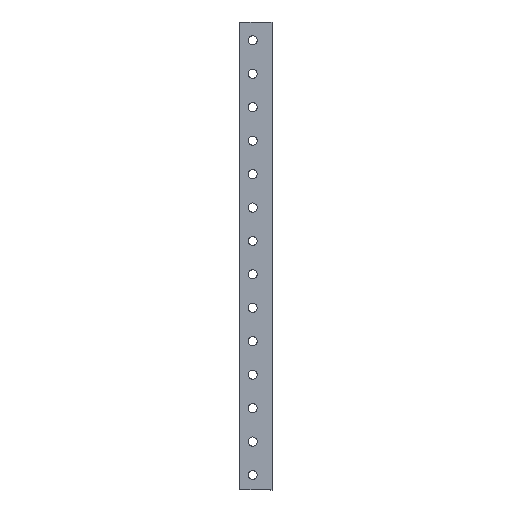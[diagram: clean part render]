
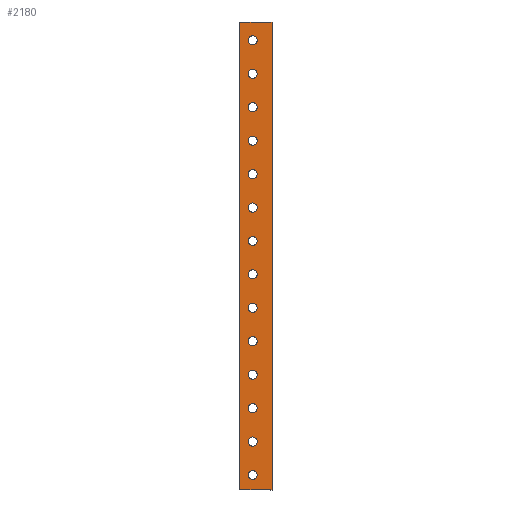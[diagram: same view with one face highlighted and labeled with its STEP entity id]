
A CAD part, left-side view. The second image highlights one B-rep face of the part: STEP entity #2180.
In plain terms, the highlighted planar face has unit normal (-1, 0, 0).
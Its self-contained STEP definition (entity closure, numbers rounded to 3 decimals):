
#84=FACE_BOUND('',#384,.T.);
#85=FACE_BOUND('',#385,.T.);
#86=FACE_BOUND('',#386,.T.);
#87=FACE_BOUND('',#387,.T.);
#88=FACE_BOUND('',#388,.T.);
#89=FACE_BOUND('',#389,.T.);
#90=FACE_BOUND('',#390,.T.);
#91=FACE_BOUND('',#391,.T.);
#92=FACE_BOUND('',#392,.T.);
#93=FACE_BOUND('',#393,.T.);
#94=FACE_BOUND('',#394,.T.);
#95=FACE_BOUND('',#395,.T.);
#96=FACE_BOUND('',#396,.T.);
#97=FACE_BOUND('',#397,.T.);
#182=CIRCLE('',#2334,4.1);
#183=CIRCLE('',#2335,4.1);
#184=CIRCLE('',#2336,4.1);
#185=CIRCLE('',#2337,4.1);
#186=CIRCLE('',#2338,4.1);
#187=CIRCLE('',#2339,4.1);
#188=CIRCLE('',#2340,4.1);
#189=CIRCLE('',#2341,4.1);
#190=CIRCLE('',#2342,4.1);
#191=CIRCLE('',#2343,4.1);
#192=CIRCLE('',#2344,4.1);
#193=CIRCLE('',#2345,4.1);
#194=CIRCLE('',#2346,4.1);
#195=CIRCLE('',#2347,4.1);
#267=FACE_OUTER_BOUND('',#383,.T.);
#383=EDGE_LOOP('',(#1494,#1495,#1496,#1497,#1498,#1499));
#384=EDGE_LOOP('',(#1500));
#385=EDGE_LOOP('',(#1501));
#386=EDGE_LOOP('',(#1502));
#387=EDGE_LOOP('',(#1503));
#388=EDGE_LOOP('',(#1504));
#389=EDGE_LOOP('',(#1505));
#390=EDGE_LOOP('',(#1506));
#391=EDGE_LOOP('',(#1507));
#392=EDGE_LOOP('',(#1508));
#393=EDGE_LOOP('',(#1509));
#394=EDGE_LOOP('',(#1510));
#395=EDGE_LOOP('',(#1511));
#396=EDGE_LOOP('',(#1512));
#397=EDGE_LOOP('',(#1513));
#561=LINE('',#3153,#749);
#590=LINE('',#3268,#778);
#591=LINE('',#3270,#779);
#592=LINE('',#3272,#780);
#593=LINE('',#3274,#781);
#594=LINE('',#3275,#782);
#749=VECTOR('',#2529,10.);
#778=VECTOR('',#2616,10.);
#779=VECTOR('',#2617,10.);
#780=VECTOR('',#2618,10.);
#781=VECTOR('',#2619,10.);
#782=VECTOR('',#2620,10.);
#931=VERTEX_POINT('',#3139);
#937=VERTEX_POINT('',#3151);
#994=VERTEX_POINT('',#3267);
#995=VERTEX_POINT('',#3269);
#996=VERTEX_POINT('',#3271);
#997=VERTEX_POINT('',#3273);
#998=VERTEX_POINT('',#3276);
#999=VERTEX_POINT('',#3278);
#1000=VERTEX_POINT('',#3280);
#1001=VERTEX_POINT('',#3282);
#1002=VERTEX_POINT('',#3284);
#1003=VERTEX_POINT('',#3286);
#1004=VERTEX_POINT('',#3288);
#1005=VERTEX_POINT('',#3290);
#1006=VERTEX_POINT('',#3292);
#1007=VERTEX_POINT('',#3294);
#1008=VERTEX_POINT('',#3296);
#1009=VERTEX_POINT('',#3298);
#1010=VERTEX_POINT('',#3300);
#1011=VERTEX_POINT('',#3302);
#1137=EDGE_CURVE('',#931,#937,#561,.T.);
#1194=EDGE_CURVE('',#994,#937,#590,.T.);
#1195=EDGE_CURVE('',#994,#995,#591,.T.);
#1196=EDGE_CURVE('',#995,#996,#592,.T.);
#1197=EDGE_CURVE('',#996,#997,#593,.T.);
#1198=EDGE_CURVE('',#997,#931,#594,.T.);
#1199=EDGE_CURVE('',#998,#998,#182,.T.);
#1200=EDGE_CURVE('',#999,#999,#183,.T.);
#1201=EDGE_CURVE('',#1000,#1000,#184,.T.);
#1202=EDGE_CURVE('',#1001,#1001,#185,.T.);
#1203=EDGE_CURVE('',#1002,#1002,#186,.T.);
#1204=EDGE_CURVE('',#1003,#1003,#187,.T.);
#1205=EDGE_CURVE('',#1004,#1004,#188,.T.);
#1206=EDGE_CURVE('',#1005,#1005,#189,.T.);
#1207=EDGE_CURVE('',#1006,#1006,#190,.T.);
#1208=EDGE_CURVE('',#1007,#1007,#191,.T.);
#1209=EDGE_CURVE('',#1008,#1008,#192,.T.);
#1210=EDGE_CURVE('',#1009,#1009,#193,.T.);
#1211=EDGE_CURVE('',#1010,#1010,#194,.T.);
#1212=EDGE_CURVE('',#1011,#1011,#195,.T.);
#1494=ORIENTED_EDGE('',*,*,#1137,.T.);
#1495=ORIENTED_EDGE('',*,*,#1194,.F.);
#1496=ORIENTED_EDGE('',*,*,#1195,.T.);
#1497=ORIENTED_EDGE('',*,*,#1196,.T.);
#1498=ORIENTED_EDGE('',*,*,#1197,.T.);
#1499=ORIENTED_EDGE('',*,*,#1198,.T.);
#1500=ORIENTED_EDGE('',*,*,#1199,.T.);
#1501=ORIENTED_EDGE('',*,*,#1200,.T.);
#1502=ORIENTED_EDGE('',*,*,#1201,.T.);
#1503=ORIENTED_EDGE('',*,*,#1202,.T.);
#1504=ORIENTED_EDGE('',*,*,#1203,.T.);
#1505=ORIENTED_EDGE('',*,*,#1204,.T.);
#1506=ORIENTED_EDGE('',*,*,#1205,.T.);
#1507=ORIENTED_EDGE('',*,*,#1206,.T.);
#1508=ORIENTED_EDGE('',*,*,#1207,.T.);
#1509=ORIENTED_EDGE('',*,*,#1208,.T.);
#1510=ORIENTED_EDGE('',*,*,#1209,.T.);
#1511=ORIENTED_EDGE('',*,*,#1210,.T.);
#1512=ORIENTED_EDGE('',*,*,#1211,.T.);
#1513=ORIENTED_EDGE('',*,*,#1212,.T.);
#2031=PLANE('',#2333);
#2180=ADVANCED_FACE('',(#267,#84,#85,#86,#87,#88,#89,#90,#91,#92,#93,#94,
#95,#96,#97),#2031,.F.);
#2333=AXIS2_PLACEMENT_3D('',#3266,#2614,#2615);
#2334=AXIS2_PLACEMENT_3D('',#3277,#2621,#2622);
#2335=AXIS2_PLACEMENT_3D('',#3279,#2623,#2624);
#2336=AXIS2_PLACEMENT_3D('',#3281,#2625,#2626);
#2337=AXIS2_PLACEMENT_3D('',#3283,#2627,#2628);
#2338=AXIS2_PLACEMENT_3D('',#3285,#2629,#2630);
#2339=AXIS2_PLACEMENT_3D('',#3287,#2631,#2632);
#2340=AXIS2_PLACEMENT_3D('',#3289,#2633,#2634);
#2341=AXIS2_PLACEMENT_3D('',#3291,#2635,#2636);
#2342=AXIS2_PLACEMENT_3D('',#3293,#2637,#2638);
#2343=AXIS2_PLACEMENT_3D('',#3295,#2639,#2640);
#2344=AXIS2_PLACEMENT_3D('',#3297,#2641,#2642);
#2345=AXIS2_PLACEMENT_3D('',#3299,#2643,#2644);
#2346=AXIS2_PLACEMENT_3D('',#3301,#2645,#2646);
#2347=AXIS2_PLACEMENT_3D('',#3303,#2647,#2648);
#2529=DIRECTION('',(0.,0.,1.));
#2614=DIRECTION('center_axis',(1.,0.,0.));
#2615=DIRECTION('ref_axis',(0.,0.,
1.));
#2616=DIRECTION('',(0.,-1.,0.));
#2617=DIRECTION('',(0.,1.,0.));
#2618=DIRECTION('',(0.,0.,-1.));
#2619=DIRECTION('',(0.,-1.,0.));
#2620=DIRECTION('',(0.,-1.,0.));
#2621=DIRECTION('center_axis',(1.,0.,0.));
#2622=DIRECTION('ref_axis',(0.,1.,0.));
#2623=DIRECTION('center_axis',(1.,0.,0.));
#2624=DIRECTION('ref_axis',(0.,1.,0.));
#2625=DIRECTION('center_axis',(1.,0.,0.));
#2626=DIRECTION('ref_axis',(0.,1.,0.));
#2627=DIRECTION('center_axis',(1.,0.,0.));
#2628=DIRECTION('ref_axis',(0.,1.,0.));
#2629=DIRECTION('center_axis',(1.,0.,0.));
#2630=DIRECTION('ref_axis',(0.,1.,0.));
#2631=DIRECTION('center_axis',(1.,0.,0.));
#2632=DIRECTION('ref_axis',(0.,1.,0.));
#2633=DIRECTION('center_axis',(1.,0.,0.));
#2634=DIRECTION('ref_axis',(0.,1.,0.));
#2635=DIRECTION('center_axis',(1.,0.,0.));
#2636=DIRECTION('ref_axis',(0.,1.,0.));
#2637=DIRECTION('center_axis',(1.,0.,0.));
#2638=DIRECTION('ref_axis',(0.,1.,0.));
#2639=DIRECTION('center_axis',(1.,0.,0.));
#2640=DIRECTION('ref_axis',(0.,1.,0.));
#2641=DIRECTION('center_axis',(1.,0.,0.));
#2642=DIRECTION('ref_axis',(0.,1.,0.));
#2643=DIRECTION('center_axis',(1.,0.,0.));
#2644=DIRECTION('ref_axis',(0.,1.,0.));
#2645=DIRECTION('center_axis',(1.,0.,0.));
#2646=DIRECTION('ref_axis',(0.,1.,0.));
#2647=DIRECTION('center_axis',(1.,0.,0.));
#2648=DIRECTION('ref_axis',(0.,1.,0.));
#3139=CARTESIAN_POINT('',(-62.821,0.,-420.));
#3151=CARTESIAN_POINT('',(-62.821,0.,0.));
#3153=CARTESIAN_POINT('',(-62.821,0.,-210.));
#3266=CARTESIAN_POINT('Origin',(-62.821,-15.499,-210.));
#3267=CARTESIAN_POINT('',(-62.821,3.5,0.));
#3268=CARTESIAN_POINT('',(-62.821,-6.,0.));
#3269=CARTESIAN_POINT('',(-62.821,29.001,0.));
#3270=CARTESIAN_POINT('',(-62.821,-59.999,0.));
#3271=CARTESIAN_POINT('',(-62.821,29.001,-420.));
#3272=CARTESIAN_POINT('',(-62.821,29.001,0.));
#3273=CARTESIAN_POINT('',(-62.821,3.5,-420.));
#3274=CARTESIAN_POINT('',(-62.821,29.001,-420.));
#3275=CARTESIAN_POINT('',(-62.821,-9.125,-420.));
#3276=CARTESIAN_POINT('',(-62.821,13.401,-406.5));
#3277=CARTESIAN_POINT('Origin',(-62.821,17.501,-406.5));
#3278=CARTESIAN_POINT('',(-62.821,13.401,-376.5));
#3279=CARTESIAN_POINT('Origin',(-62.821,17.501,-376.5));
#3280=CARTESIAN_POINT('',(-62.821,13.401,-346.5));
#3281=CARTESIAN_POINT('Origin',(-62.821,17.501,-346.5));
#3282=CARTESIAN_POINT('',(-62.821,13.401,-316.5));
#3283=CARTESIAN_POINT('Origin',(-62.821,17.501,-316.5));
#3284=CARTESIAN_POINT('',(-62.821,13.401,-286.5));
#3285=CARTESIAN_POINT('Origin',(-62.821,17.501,-286.5));
#3286=CARTESIAN_POINT('',(-62.821,13.401,-256.5));
#3287=CARTESIAN_POINT('Origin',(-62.821,17.501,-256.5));
#3288=CARTESIAN_POINT('',(-62.821,13.401,-226.5));
#3289=CARTESIAN_POINT('Origin',(-62.821,17.501,-226.5));
#3290=CARTESIAN_POINT('',(-62.821,13.401,-196.5));
#3291=CARTESIAN_POINT('Origin',(-62.821,17.501,-196.5));
#3292=CARTESIAN_POINT('',(-62.821,13.401,-166.5));
#3293=CARTESIAN_POINT('Origin',(-62.821,17.501,-166.5));
#3294=CARTESIAN_POINT('',(-62.821,13.401,-136.5));
#3295=CARTESIAN_POINT('Origin',(-62.821,17.501,-136.5));
#3296=CARTESIAN_POINT('',(-62.821,13.401,-106.5));
#3297=CARTESIAN_POINT('Origin',(-62.821,17.501,-106.5));
#3298=CARTESIAN_POINT('',(-62.821,13.401,-76.5));
#3299=CARTESIAN_POINT('Origin',(-62.821,17.501,-76.5));
#3300=CARTESIAN_POINT('',(-62.821,13.401,-46.5));
#3301=CARTESIAN_POINT('Origin',(-62.821,17.501,-46.5));
#3302=CARTESIAN_POINT('',(-62.821,13.401,-16.5));
#3303=CARTESIAN_POINT('Origin',(-62.821,17.501,-16.5));
